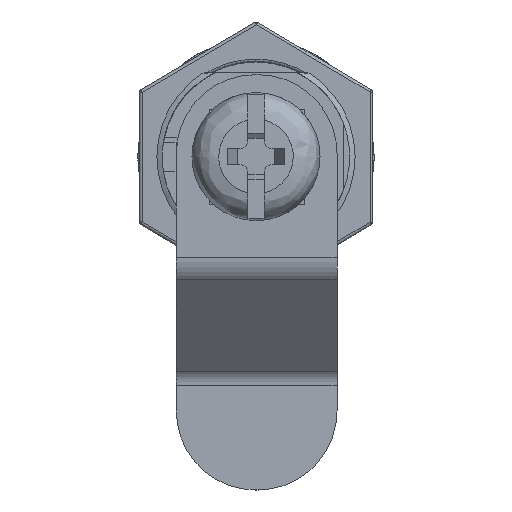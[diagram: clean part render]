
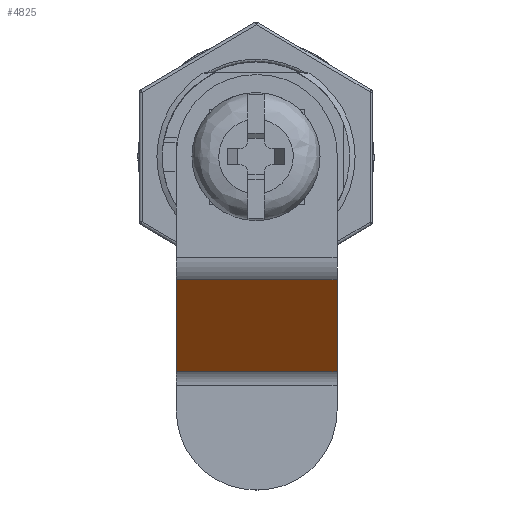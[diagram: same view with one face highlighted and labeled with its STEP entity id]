
A CAD part, top view. The second image highlights one B-rep face of the part: STEP entity #4825.
In plain terms, the highlighted planar face has unit normal (0, -0.669, 0.743).
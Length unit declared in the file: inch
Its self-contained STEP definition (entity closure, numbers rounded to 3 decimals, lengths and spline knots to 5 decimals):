
#231 = PLANE ( 'NONE',  #9243 ) ;
#378 = DIRECTION ( 'NONE',  ( 1., 0., 0. ) ) ;
#738 = EDGE_CURVE ( 'NONE', #7973, #7982, #8825, .T. ) ;
#866 = VERTEX_POINT ( 'NONE', #4239 ) ;
#998 = ORIENTED_EDGE ( 'NONE', *, *, #8417, .T. ) ;
#1680 = DIRECTION ( 'NONE',  ( 0., -0.743, -0.669 ) ) ;
#2447 = CARTESIAN_POINT ( 'NONE',  ( 0.3025, -0.45965, 0.93391 ) ) ;
#2931 = DIRECTION ( 'NONE',  ( 0., 0.743, 0.669 ) ) ;
#4239 = CARTESIAN_POINT ( 'NONE',  ( -0.2975, -0.80175, 0.62602 ) ) ;
#4484 = LINE ( 'NONE', #7783, #5509 ) ;
#4694 = ORIENTED_EDGE ( 'NONE', *, *, #738, .T. ) ;
#4825 = ADVANCED_FACE ( 'NONE', ( #5969 ), #231, .T. ) ;
#4957 = DIRECTION ( 'NONE',  ( 0., 0.743, 0.669 ) ) ;
#5467 = EDGE_LOOP ( 'NONE', ( #7133, #998, #7602, #4694 ) ) ;
#5509 = VECTOR ( 'NONE', #378, 39.37008 ) ;
#5969 = FACE_OUTER_BOUND ( 'NONE', #5467, .T. ) ;
#6270 = VECTOR ( 'NONE', #2931, 39.37008 ) ;
#6289 = LINE ( 'NONE', #8754, #6270 ) ;
#6455 = CARTESIAN_POINT ( 'NONE',  ( -0.2975, -0.45965, 0.93391 ) ) ;
#6566 = CARTESIAN_POINT ( 'NONE',  ( 0.3025, -0.424, 0.966 ) ) ;
#6645 = LINE ( 'NONE', #9156, #9180 ) ;
#7133 = ORIENTED_EDGE ( 'NONE', *, *, #9117, .F. ) ;
#7602 = ORIENTED_EDGE ( 'NONE', *, *, #10358, .T. ) ;
#7783 = CARTESIAN_POINT ( 'NONE',  ( 0.3025, -0.80175, 0.62602 ) ) ;
#7973 = VERTEX_POINT ( 'NONE', #2447 ) ;
#7982 = VERTEX_POINT ( 'NONE', #6455 ) ;
#8185 = CARTESIAN_POINT ( 'NONE',  ( 0.3025, -0.45965, 0.93391 ) ) ;
#8229 = DIRECTION ( 'NONE',  ( 0., -0.669, 0.743 ) ) ;
#8417 = EDGE_CURVE ( 'NONE', #866, #10212, #4484, .T. ) ;
#8754 = CARTESIAN_POINT ( 'NONE',  ( -0.2975, -0.80175, 0.62602 ) ) ;
#8825 = LINE ( 'NONE', #8185, #10230 ) ;
#9117 = EDGE_CURVE ( 'NONE', #866, #7982, #6289, .T. ) ;
#9156 = CARTESIAN_POINT ( 'NONE',  ( 0.3025, -0.80175, 0.62602 ) ) ;
#9180 = VECTOR ( 'NONE', #4957, 39.37008 ) ;
#9243 = AXIS2_PLACEMENT_3D ( 'NONE', #6566, #8229, #1680 ) ;
#10212 = VERTEX_POINT ( 'NONE', #10359 ) ;
#10230 = VECTOR ( 'NONE', #10601, 39.37008 ) ;
#10358 = EDGE_CURVE ( 'NONE', #10212, #7973, #6645, .T. ) ;
#10359 = CARTESIAN_POINT ( 'NONE',  ( 0.3025, -0.80175, 0.62602 ) ) ;
#10601 = DIRECTION ( 'NONE',  ( -1., 0., 0. ) ) ;
